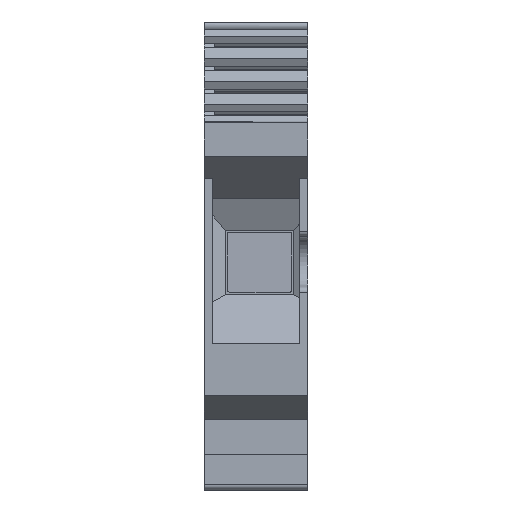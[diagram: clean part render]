
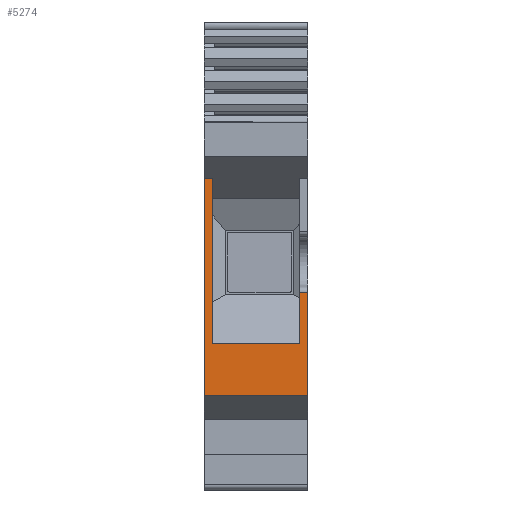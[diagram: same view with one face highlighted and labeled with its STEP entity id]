
A CAD part, left-side view. The second image highlights one B-rep face of the part: STEP entity #5274.
In plain terms, the highlighted planar face has unit normal (-1, 0, 0).
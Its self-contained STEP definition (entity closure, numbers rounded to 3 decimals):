
#657=ORIENTED_EDGE('',*,*,#2220,.T.);
#658=ORIENTED_EDGE('',*,*,#1912,.F.);
#659=ORIENTED_EDGE('',*,*,#2221,.F.);
#660=ORIENTED_EDGE('',*,*,#2033,.T.);
#661=ORIENTED_EDGE('',*,*,#2222,.F.);
#662=ORIENTED_EDGE('',*,*,#2223,.F.);
#663=ORIENTED_EDGE('',*,*,#2224,.T.);
#664=ORIENTED_EDGE('',*,*,#2225,.T.);
#1912=EDGE_CURVE('',#2699,#2700,#3199,.T.);
#2033=EDGE_CURVE('',#2821,#2820,#3300,.T.);
#2220=EDGE_CURVE('',#2995,#2700,#3439,.T.);
#2221=EDGE_CURVE('',#2821,#2699,#3440,.T.);
#2222=EDGE_CURVE('',#2996,#2820,#3441,.T.);
#2223=EDGE_CURVE('',#2997,#2996,#3442,.T.);
#2224=EDGE_CURVE('',#2997,#2998,#3443,.T.);
#2225=EDGE_CURVE('',#2998,#2995,#3444,.T.);
#2699=VERTEX_POINT('',#7677);
#2700=VERTEX_POINT('',#7679);
#2820=VERTEX_POINT('',#7920);
#2821=VERTEX_POINT('',#7922);
#2995=VERTEX_POINT('',#8294);
#2996=VERTEX_POINT('',#8297);
#2997=VERTEX_POINT('',#8299);
#2998=VERTEX_POINT('',#8301);
#3199=LINE('',#7678,#3830);
#3300=LINE('',#7921,#3931);
#3439=LINE('',#8293,#4070);
#3440=LINE('',#8295,#4071);
#3441=LINE('',#8296,#4072);
#3442=LINE('',#8298,#4073);
#3443=LINE('',#8300,#4074);
#3444=LINE('',#8302,#4075);
#3830=VECTOR('',#6117,1000.);
#3931=VECTOR('',#6260,1000.);
#4070=VECTOR('',#6517,1000.);
#4071=VECTOR('',#6518,1000.);
#4072=VECTOR('',#6519,1000.);
#4073=VECTOR('',#6520,1000.);
#4074=VECTOR('',#6521,1000.);
#4075=VECTOR('',#6522,1000.);
#4425=EDGE_LOOP('',(#657,#658,#659,#660,#661,#662,#663,#664));
#4745=FACE_BOUND('',#4425,.T.);
#5061=PLANE('',#5673);
#5274=ADVANCED_FACE('',(#4745),#5061,.T.);
#5673=AXIS2_PLACEMENT_3D('',#8292,#6515,#6516);
#6117=DIRECTION('',(0.,0.,1.));
#6260=DIRECTION('',(0.,0.,1.));
#6515=DIRECTION('',(-1.,0.,0.));
#6516=DIRECTION('',(0.,0.,-1.));
#6517=DIRECTION('',(0.,1.,0.));
#6518=DIRECTION('',(0.,1.,0.));
#6519=DIRECTION('',(0.,-1.,0.));
#6520=DIRECTION('',(0.,0.,1.));
#6521=DIRECTION('',(0.,1.,0.));
#6522=DIRECTION('',(0.,0.,1.));
#7677=CARTESIAN_POINT('',(-21.5,0.,-36.7));
#7678=CARTESIAN_POINT('',(-21.5,0.,-34.7));
#7679=CARTESIAN_POINT('',(-21.5,0.,-15.336));
#7920=CARTESIAN_POINT('',(-21.5,-10.2,-26.55));
#7921=CARTESIAN_POINT('',(-21.5,-10.2,-1.8));
#7922=CARTESIAN_POINT('',(-21.5,-10.2,-36.7));
#8292=CARTESIAN_POINT('',(-21.5,-10.2,-32.7));
#8293=CARTESIAN_POINT('',(-21.5,-10.2,-15.336));
#8294=CARTESIAN_POINT('',(-21.5,-0.8,-15.336));
#8295=CARTESIAN_POINT('',(-21.5,-10.2,-36.7));
#8296=CARTESIAN_POINT('',(-21.5,50.738,-26.55));
#8297=CARTESIAN_POINT('',(-21.5,-9.4,-26.55));
#8298=CARTESIAN_POINT('',(-21.5,-9.4,-31.628));
#8299=CARTESIAN_POINT('',(-21.5,-9.4,-31.628));
#8300=CARTESIAN_POINT('',(-21.5,-9.4,-31.628));
#8301=CARTESIAN_POINT('',(-21.5,-0.8,-31.628));
#8302=CARTESIAN_POINT('',(-21.5,-0.8,-31.628));
